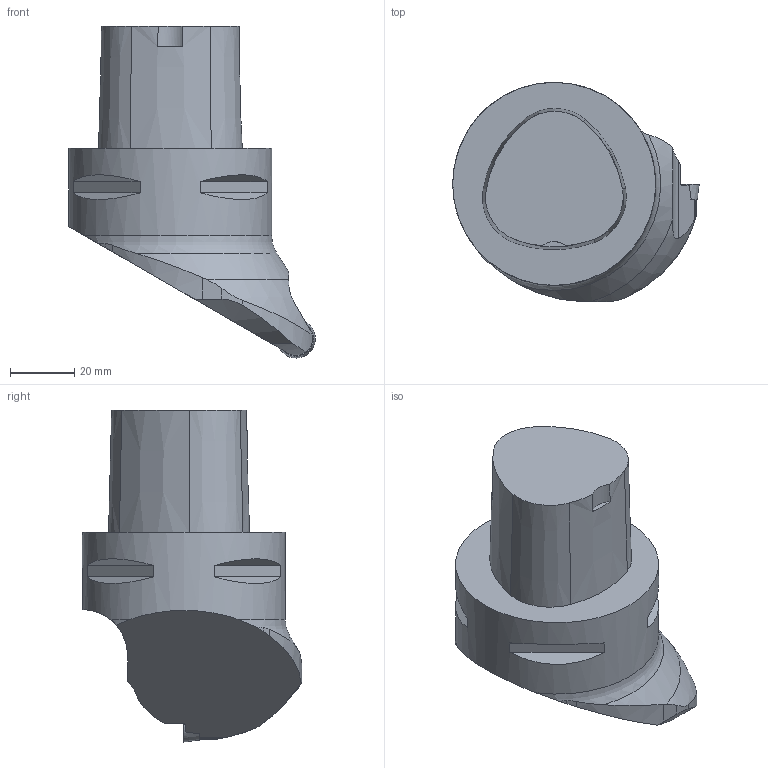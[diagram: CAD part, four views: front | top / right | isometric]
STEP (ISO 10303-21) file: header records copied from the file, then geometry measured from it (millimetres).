
FILE_DESCRIPTION(/* description */ (''),/* implementation_level */ '2;1');
FILE_NAME(/* name */ '1527848437925.stp',/* time_stamp */ '2018-06-01T12:20:44+02:00',/* author */ (''),/* organization */ ('SMS'),/* preprocessor_version */ 'ST-DEVELOPER v15',/* originating_system */ 'SIEMENS PLM Software NX 8.5',/* authorisation */ '');
FILE_SCHEMA (('AUTOMOTIVE_DESIGN { 1 0 10303 214 3 1 1 1 }'));
Length unit declared in the file: millimetre
Products named in the file (4): IsoTurningInsert; ASSEMBLY_CONSTRUCTION; 201655148mod000_00; 201655130mod000_00
Assembly tree (3 placements, depth 2):
  201655130mod000_00
    201655148mod000_00
    ASSEMBLY_CONSTRUCTION
    IsoTurningInsert
Bounding box: 76.5 x 67.98 x 103 mm (x, y, z)
Volume: 188216.7 mm3; surface area: 21635.7 mm2
Topology: 2 solids, 2 shells, 59 faces, 151 edges, 107 vertices
Faces by surface type: plane 30, cylinder 15, cone 10, torus 2, bspline 2
Full cylindrical faces by diameter (mm): 4.2 x1, 63 x1
Entity records: 2144 total; most frequent: CARTESIAN_POINT 582, DIRECTION 296, ORIENTED_EDGE 288, EDGE_CURVE 144, AXIS2_PLACEMENT_3D 121, VERTEX_POINT 98, EDGE_LOOP 70, ADVANCED_FACE 59
